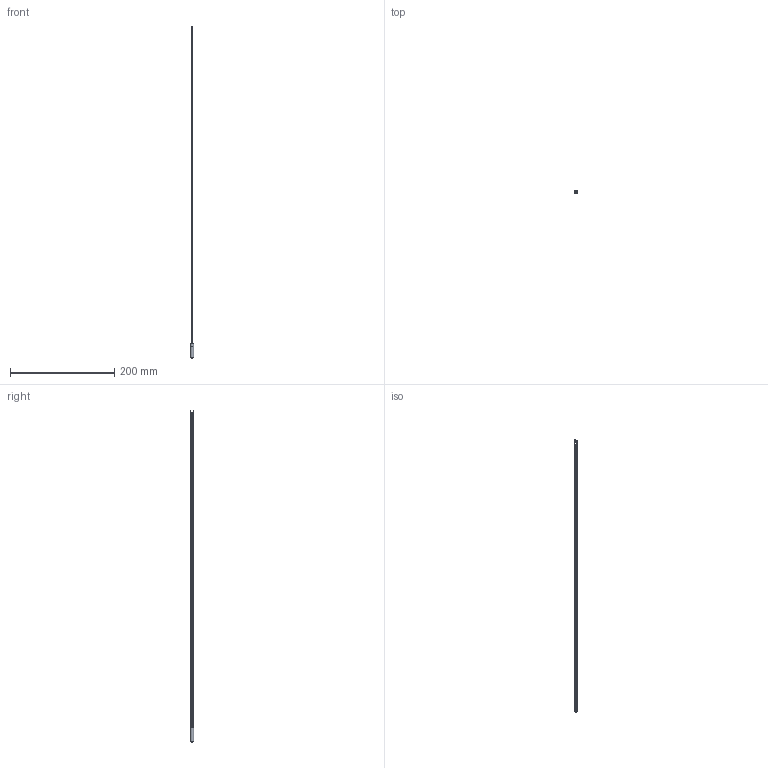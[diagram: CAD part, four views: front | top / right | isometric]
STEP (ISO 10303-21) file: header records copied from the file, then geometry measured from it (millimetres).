
FILE_DESCRIPTION(/* description */ (''),/* implementation_level */ '2;1');
FILE_NAME(/* name */ '6532-Z01-Ind.03.step',/* time_stamp */ '2023-10-10T17:07:26+02:00',/* author */ (''),/* organization */ (''),/* preprocessor_version */ 'ST-DEVELOPER v20',/* originating_system */ 'Autodesk Translation Framework v12.9.0.99',/* authorisation */ '');
FILE_SCHEMA (('AUTOMOTIVE_DESIGN { 1 0 10303 214 3 1 1 }'));
Length unit declared in the file: millimetre
Products named in the file (1): (Unsaved)
Bounding box: 6.2 x 6.2 x 635.83 mm (x, y, z)
Volume: 1561.1 mm3; surface area: 4946.2 mm2
Topology: 1 solids, 3 shells, 757 faces, 2220 edges, 1480 vertices
Faces by surface type: plane 480, cylinder 277
Full cylindrical faces by diameter (mm): 0.6 x4, 0.86 x2, 0.92 x2, 6.2 x1
Entity records: 25686 total; most frequent: DIRECTION 4592, CARTESIAN_POINT 4530, ORIENTED_EDGE 4440, EDGE_CURVE 2220, AXIS2_PLACEMENT_3D 1622, VERTEX_POINT 1480, LINE 1348, VECTOR 1348
